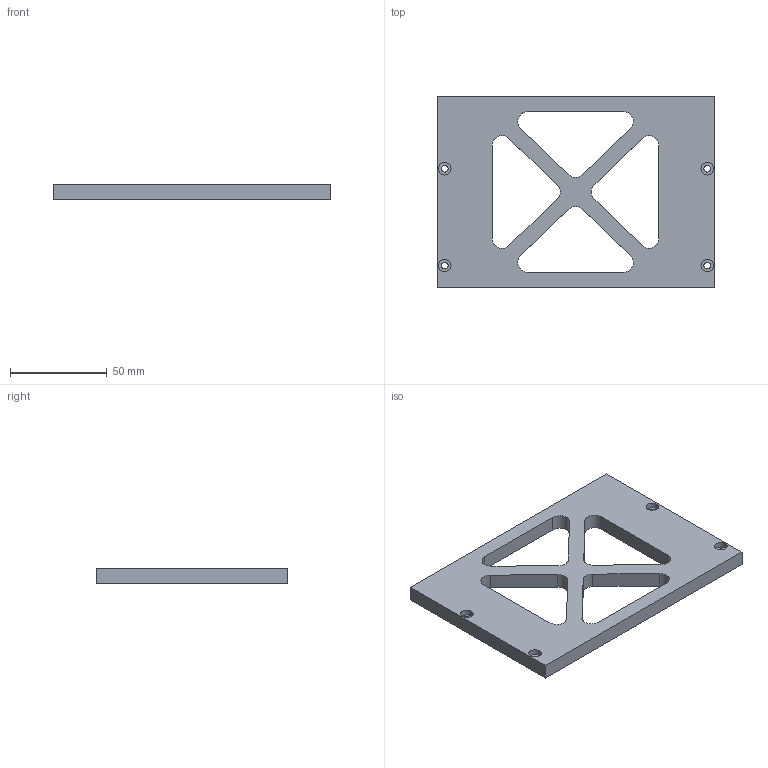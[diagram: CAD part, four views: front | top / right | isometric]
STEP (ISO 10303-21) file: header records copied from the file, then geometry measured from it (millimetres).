
FILE_DESCRIPTION (( 'STEP AP203' ), '1' );
FILE_NAME ('middle brace.STEP', '2018-03-15T20:24:55', ( '' ), ( '' ), 'SwSTEP 2.0', 'SolidWorks 2017', '' );
FILE_SCHEMA (( 'CONFIG_CONTROL_DESIGN' ));
Length unit declared in the file: millimetre
Products named in the file (1): middle brace
Bounding box: 143.63 x 99 x 7.97 mm (x, y, z)
Volume: 72269.7 mm3; surface area: 27302.5 mm2
Topology: 1 solids, 1 shells, 53 faces, 141 edges, 94 vertices
Faces by surface type: cylinder 31, plane 22
Entity records: 1786 total; most frequent: DIRECTION 311, CARTESIAN_POINT 289, ORIENTED_EDGE 282, EDGE_CURVE 141, AXIS2_PLACEMENT_3D 116, VERTEX_POINT 94, LINE 79, VECTOR 79
